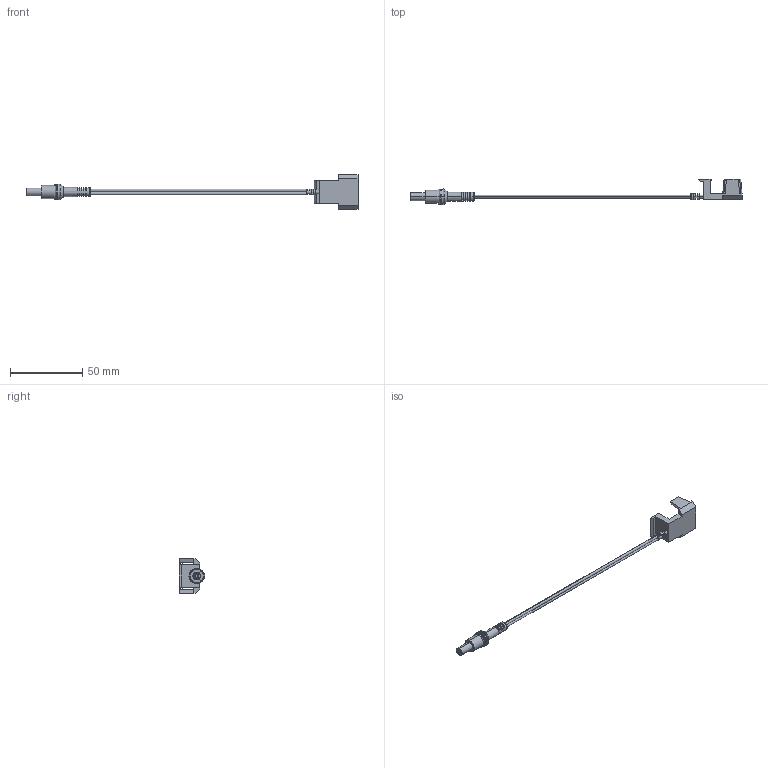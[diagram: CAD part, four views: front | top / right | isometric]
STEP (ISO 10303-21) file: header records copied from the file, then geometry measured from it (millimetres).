
FILE_DESCRIPTION (( 'STEP AP214' ), '1' );
FILE_NAME ('ZA5350.STEP', '2020-02-12T23:17:46', ( '' ), ( '' ), 'SwSTEP 2.0', 'SolidWorks 2017', '' );
FILE_SCHEMA (( 'AUTOMOTIVE_DESIGN' ));
Length unit declared in the file: millimetre
Products named in the file (1): ZA5350
Bounding box: 230.37 x 17.41 x 24.28 mm (x, y, z)
Volume: 6128.7 mm3; surface area: 6059.5 mm2
Topology: 8 solids, 8 shells, 232 faces, 557 edges, 351 vertices
Faces by surface type: plane 158, cylinder 35, cone 25, torus 14
Entity records: 9342 total; most frequent: DIRECTION 1195, CARTESIAN_POINT 1141, ORIENTED_EDGE 1114, EDGE_CURVE 557, AXIS2_PLACEMENT_3D 405, VECTOR 385, LINE 385, VERTEX_POINT 351
